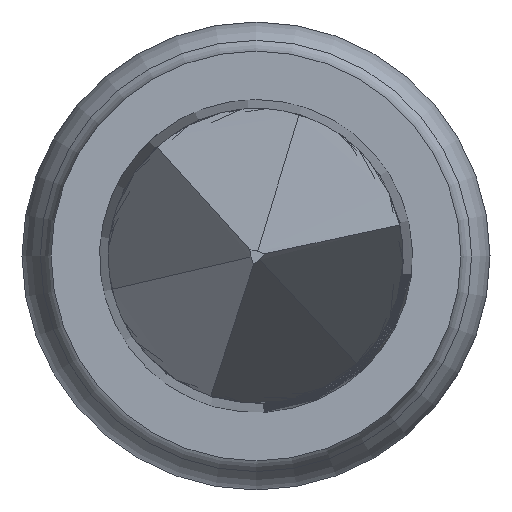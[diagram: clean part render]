
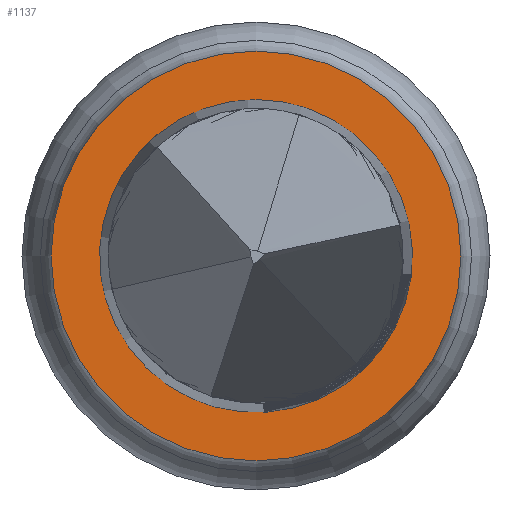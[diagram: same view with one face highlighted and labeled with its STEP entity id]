
A CAD part, left-side view. The second image highlights one B-rep face of the part: STEP entity #1137.
In plain terms, the highlighted planar face has unit normal (-1, 0, 0).
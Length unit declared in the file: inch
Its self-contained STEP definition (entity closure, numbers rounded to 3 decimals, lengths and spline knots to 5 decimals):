
#116 = DIRECTION ( 'NONE',  ( 0., 0., 1. ) ) ;
#124 = CARTESIAN_POINT ( 'NONE',  ( 0., 0., 0. ) ) ;
#142 = CARTESIAN_POINT ( 'NONE',  ( 0., 0., 0. ) ) ;
#201 = ORIENTED_EDGE ( 'NONE', *, *, #415, .F. ) ;
#208 = CIRCLE ( 'NONE', #1103, 0.01344 ) ;
#284 = AXIS2_PLACEMENT_3D ( 'NONE', #441, #1207, #692 ) ;
#313 = CARTESIAN_POINT ( 'NONE',  ( 0., 0., -0.0176 ) ) ;
#321 = FACE_BOUND ( 'NONE', #327, .T. ) ;
#327 = EDGE_LOOP ( 'NONE', ( #711 ) ) ;
#415 = EDGE_CURVE ( 'NONE', #1624, #1624, #1052, .T. ) ;
#441 = CARTESIAN_POINT ( 'NONE',  ( 0., 0.0165, 0. ) ) ;
#487 = EDGE_LOOP ( 'NONE', ( #201 ) ) ;
#528 = DIRECTION ( 'NONE',  ( 0., 0., -1. ) ) ;
#547 = FACE_OUTER_BOUND ( 'NONE', #487, .T. ) ;
#614 = DIRECTION ( 'NONE',  ( 1., 0., 0. ) ) ;
#692 = DIRECTION ( 'NONE',  ( 0., 0., 1. ) ) ;
#711 = ORIENTED_EDGE ( 'NONE', *, *, #1372, .T. ) ;
#867 = VERTEX_POINT ( 'NONE', #1150 ) ;
#1052 = CIRCLE ( 'NONE', #1249, 0.0176 ) ;
#1065 = DIRECTION ( 'NONE',  ( 1., 0., 0. ) ) ;
#1103 = AXIS2_PLACEMENT_3D ( 'NONE', #124, #614, #116 ) ;
#1137 = ADVANCED_FACE ( 'NONE', ( #321, #547 ), #1224, .T. ) ;
#1150 = CARTESIAN_POINT ( 'NONE',  ( 0., 0., 0.01344 ) ) ;
#1207 = DIRECTION ( 'NONE',  ( -1., 0., 0. ) ) ;
#1224 = PLANE ( 'NONE',  #284 ) ;
#1249 = AXIS2_PLACEMENT_3D ( 'NONE', #142, #1065, #528 ) ;
#1372 = EDGE_CURVE ( 'NONE', #867, #867, #208, .T. ) ;
#1624 = VERTEX_POINT ( 'NONE', #313 ) ;
